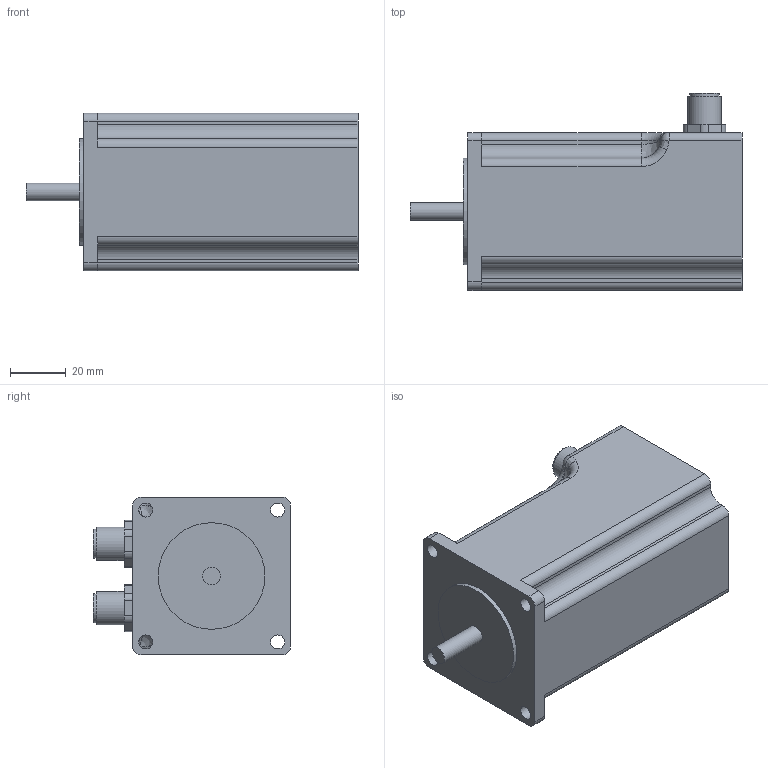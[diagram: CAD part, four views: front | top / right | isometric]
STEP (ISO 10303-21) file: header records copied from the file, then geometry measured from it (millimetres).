
FILE_DESCRIPTION(/* description */ (''),/* implementation_level */ '2;1');
FILE_NAME(/* name */ 'CAD_109427.stp',/* time_stamp */ '2021-01-19T10:38:50+01:00',/* author */ ('Hypex'),/* organization */ ('Hypex'),/* preprocessor_version */ 'ST-DEVELOPER v18',/* originating_system */ 'Autodesk Inventor 2020',/* authorisation */ '');
FILE_SCHEMA (('AUTOMOTIVE_DESIGN { 1 0 10303 214 3 1 1 }'));
Length unit declared in the file: millimetre
Products named in the file (1): CAD_109427
Bounding box: 118.6 x 70.4 x 56.4 mm (x, y, z)
Volume: 290520.9 mm3; surface area: 29729.9 mm2
Topology: 1 solids, 1 shells, 137 faces, 336 edges, 224 vertices
Faces by surface type: cylinder 59, plane 53, cone 13, bspline 6, torus 4, sphere 2
Full cylindrical faces by diameter (mm): 1 x13, 5 x4, 6.35 x1, 8.2 x2, 10.4 x2, 12 x2, 38.1 x1
Entity records: 4341 total; most frequent: CARTESIAN_POINT 892, DIRECTION 766, ORIENTED_EDGE 672, EDGE_CURVE 336, AXIS2_PLACEMENT_3D 306, VERTEX_POINT 224, CIRCLE 170, EDGE_LOOP 168
